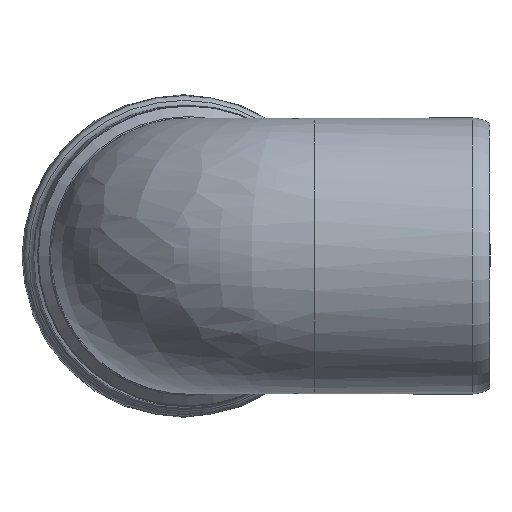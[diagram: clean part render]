
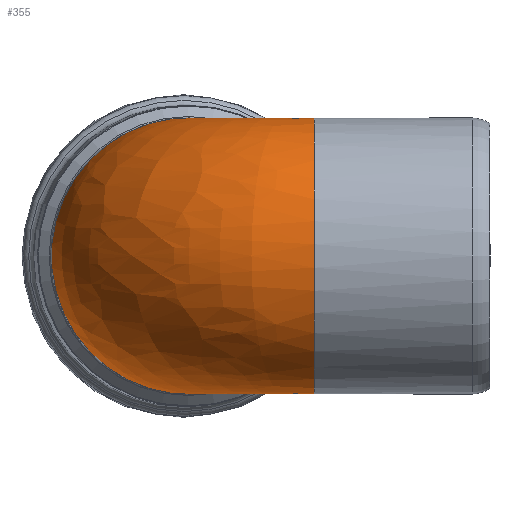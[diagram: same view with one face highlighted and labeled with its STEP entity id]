
A CAD part, left-side view. The second image highlights one B-rep face of the part: STEP entity #355.
In plain terms, the highlighted free-form (B-spline) face has degree [2, 2] with [9, 3] control points.
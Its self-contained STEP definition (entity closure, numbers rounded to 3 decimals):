
#29=(
BOUNDED_SURFACE()
B_SPLINE_SURFACE(2,2,((#652,#653,#654),(#655,#656,#657),(#658,#659,#660),
(#661,#662,#663),(#664,#665,#666),(#667,#668,#669),(#670,#671,#672),(#673,
#674,#675),(#676,#677,#678)),.UNSPECIFIED.,.F.,.F.,.F.)
B_SPLINE_SURFACE_WITH_KNOTS((3,2,2,2,3),(3,3),(-2.633,-1.317,
0.,1.317,2.633),(0.,
1.527),.UNSPECIFIED.)
GEOMETRIC_REPRESENTATION_ITEM()
RATIONAL_B_SPLINE_SURFACE(((1.,0.722,1.),(0.791,
0.571,0.791),(1.,0.722,1.),(0.791,
0.571,0.791),(1.,0.722,1.),(0.791,
0.571,0.791),(1.,0.722,1.),(0.791,
0.571,0.791),(1.,0.722,1.)))
REPRESENTATION_ITEM('')
SURFACE()
);
#34=B_SPLINE_CURVE_WITH_KNOTS('',3,(#616,#617,#618,#619,#620,#621,#622,
#623,#624,#625,#626,#627,#628,#629,#630,#631),.UNSPECIFIED.,.F.,.F.,(4,
3,3,3,3,4),(-0.001,0.055,0.109,0.149,
0.183,0.262),.UNSPECIFIED.);
#35=B_SPLINE_CURVE_WITH_KNOTS('',3,(#635,#636,#637,#638,#639,#640,#641,
#642,#643,#644,#645,#646,#647,#648,#649,#650),.UNSPECIFIED.,.F.,.F.,(4,
3,3,3,3,4),(-0.001,0.055,0.109,0.112,
0.183,0.262),.UNSPECIFIED.);
#67=FACE_OUTER_BOUND('',#100,.T.);
#100=EDGE_LOOP('',(#268,#269,#270,#271));
#159=CIRCLE('',#392,55.15);
#160=CIRCLE('',#393,55.15);
#192=VERTEX_POINT('',#614);
#193=VERTEX_POINT('',#615);
#194=VERTEX_POINT('',#632);
#195=VERTEX_POINT('',#634);
#226=EDGE_CURVE('',#192,#193,#34,.T.);
#228=EDGE_CURVE('',#195,#194,#35,.T.);
#230=EDGE_CURVE('',#194,#192,#159,.T.);
#231=EDGE_CURVE('',#195,#193,#160,.T.);
#268=ORIENTED_EDGE('',*,*,#228,.T.);
#269=ORIENTED_EDGE('',*,*,#230,.T.);
#270=ORIENTED_EDGE('',*,*,#226,.T.);
#271=ORIENTED_EDGE('',*,*,#231,.F.);
#355=ADVANCED_FACE('',(#67),#29,.F.);
#392=AXIS2_PLACEMENT_3D('',#679,#462,#463);
#393=AXIS2_PLACEMENT_3D('',#680,#464,#465);
#462=DIRECTION('center_axis',(0.,1.,0.));
#463=DIRECTION('ref_axis',(1.,0.,0.));
#464=DIRECTION('center_axis',(0.999,0.044,0.));
#465=DIRECTION('ref_axis',(0.044,-0.999,0.));
#614=CARTESIAN_POINT('',(48.105,70.279,26.97));
#615=CARTESIAN_POINT('',(49.774,72.022,26.97));
#616=CARTESIAN_POINT('Ctrl Pts',(48.105,70.279,26.97));
#617=CARTESIAN_POINT('Ctrl Pts',(48.125,70.459,26.935));
#618=CARTESIAN_POINT('Ctrl Pts',(48.17,70.637,26.907));
#619=CARTESIAN_POINT('Ctrl Pts',(48.239,70.807,26.885));
#620=CARTESIAN_POINT('Ctrl Pts',(48.306,70.973,26.865));
#621=CARTESIAN_POINT('Ctrl Pts',(48.395,71.13,26.851));
#622=CARTESIAN_POINT('Ctrl Pts',(48.504,71.273,26.844));
#623=CARTESIAN_POINT('Ctrl Pts',(48.585,71.379,26.839));
#624=CARTESIAN_POINT('Ctrl Pts',(48.676,71.476,26.839));
#625=CARTESIAN_POINT('Ctrl Pts',(48.776,71.562,26.842));
#626=CARTESIAN_POINT('Ctrl Pts',(48.861,71.636,26.846));
#627=CARTESIAN_POINT('Ctrl Pts',(48.953,71.702,26.852));
#628=CARTESIAN_POINT('Ctrl Pts',(49.05,71.76,26.862));
#629=CARTESIAN_POINT('Ctrl Pts',(49.273,71.895,26.884));
#630=CARTESIAN_POINT('Ctrl Pts',(49.52,71.983,26.921));
#631=CARTESIAN_POINT('Ctrl Pts',(49.774,72.022,26.97));
#632=CARTESIAN_POINT('',(48.105,70.279,-26.97));
#634=CARTESIAN_POINT('',(49.774,72.022,-26.97));
#635=CARTESIAN_POINT('Ctrl Pts',(49.774,72.022,-26.97));
#636=CARTESIAN_POINT('Ctrl Pts',(49.594,71.994,-26.935));
#637=CARTESIAN_POINT('Ctrl Pts',(49.418,71.942,-26.906));
#638=CARTESIAN_POINT('Ctrl Pts',(49.251,71.866,-26.885));
#639=CARTESIAN_POINT('Ctrl Pts',(49.088,71.792,-26.864));
#640=CARTESIAN_POINT('Ctrl Pts',(48.935,71.697,-26.849));
#641=CARTESIAN_POINT('Ctrl Pts',(48.798,71.581,-26.843));
#642=CARTESIAN_POINT('Ctrl Pts',(48.791,71.575,-26.843));
#643=CARTESIAN_POINT('Ctrl Pts',(48.783,71.568,-26.843));
#644=CARTESIAN_POINT('Ctrl Pts',(48.776,71.562,-26.842));
#645=CARTESIAN_POINT('Ctrl Pts',(48.597,71.407,-26.836));
#646=CARTESIAN_POINT('Ctrl Pts',(48.449,71.221,-26.843));
#647=CARTESIAN_POINT('Ctrl Pts',(48.336,71.013,-26.863));
#648=CARTESIAN_POINT('Ctrl Pts',(48.212,70.784,-26.884));
#649=CARTESIAN_POINT('Ctrl Pts',(48.133,70.535,-26.921));
#650=CARTESIAN_POINT('Ctrl Pts',(48.105,70.279,-26.97));
#652=CARTESIAN_POINT('Ctrl Pts',(48.181,70.279,26.835));
#653=CARTESIAN_POINT('Ctrl Pts',(48.181,71.877,26.835));
#654=CARTESIAN_POINT('Ctrl Pts',(49.777,71.946,26.835));
#655=CARTESIAN_POINT('Ctrl Pts',(27.425,70.279,64.102));
#656=CARTESIAN_POINT('Ctrl Pts',(27.425,91.746,64.102));
#657=CARTESIAN_POINT('Ctrl Pts',(48.872,92.683,64.102));
#658=CARTESIAN_POINT('Ctrl Pts',(-13.863,70.279,53.379));
#659=CARTESIAN_POINT('Ctrl Pts',(-13.863,131.27,53.379));
#660=CARTESIAN_POINT('Ctrl Pts',(47.071,133.931,53.379));
#661=CARTESIAN_POINT('Ctrl Pts',(-55.15,70.279,42.657));
#662=CARTESIAN_POINT('Ctrl Pts',(-55.15,170.795,42.657));
#663=CARTESIAN_POINT('Ctrl Pts',(45.27,175.179,42.657));
#664=CARTESIAN_POINT('Ctrl Pts',(-55.15,70.279,0.));
#665=CARTESIAN_POINT('Ctrl Pts',(-55.15,170.795,0.));
#666=CARTESIAN_POINT('Ctrl Pts',(45.27,175.179,0.));
#667=CARTESIAN_POINT('Ctrl Pts',(-55.15,70.279,-42.657));
#668=CARTESIAN_POINT('Ctrl Pts',(-55.15,170.795,-42.657));
#669=CARTESIAN_POINT('Ctrl Pts',(45.27,175.179,-42.657));
#670=CARTESIAN_POINT('Ctrl Pts',(-13.863,70.279,-53.379));
#671=CARTESIAN_POINT('Ctrl Pts',(-13.863,131.27,-53.379));
#672=CARTESIAN_POINT('Ctrl Pts',(47.071,133.931,-53.379));
#673=CARTESIAN_POINT('Ctrl Pts',(27.425,70.279,-64.102));
#674=CARTESIAN_POINT('Ctrl Pts',(27.425,91.746,-64.102));
#675=CARTESIAN_POINT('Ctrl Pts',(48.872,92.683,-64.102));
#676=CARTESIAN_POINT('Ctrl Pts',(48.181,70.279,-26.835));
#677=CARTESIAN_POINT('Ctrl Pts',(48.181,71.877,-26.835));
#678=CARTESIAN_POINT('Ctrl Pts',(49.777,71.946,-26.835));
#679=CARTESIAN_POINT('Origin',(0.,70.279,0.));
#680=CARTESIAN_POINT('Origin',(47.676,120.082,0.));
